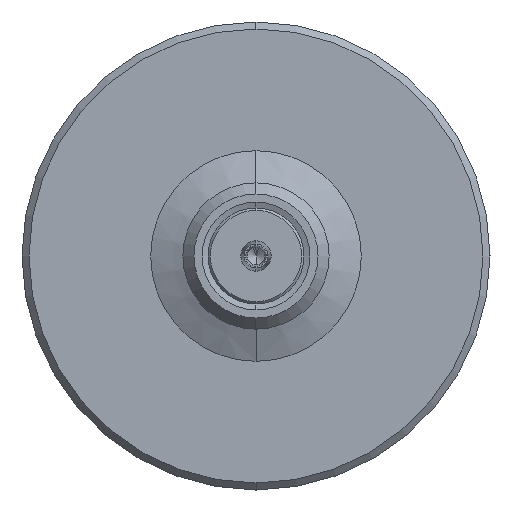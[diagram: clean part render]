
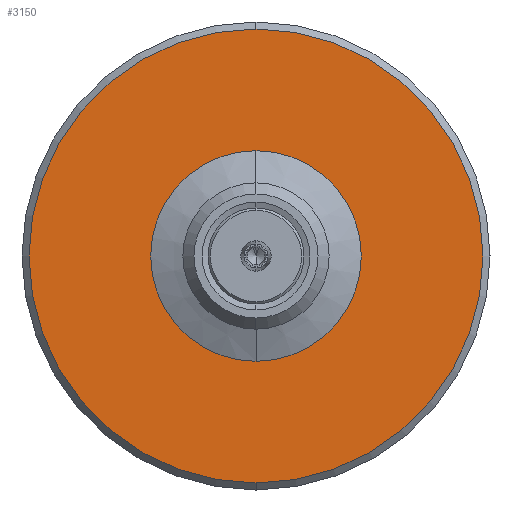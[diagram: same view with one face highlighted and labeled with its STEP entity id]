
A CAD part, left-side view. The second image highlights one B-rep face of the part: STEP entity #3150.
In plain terms, the highlighted planar face has unit normal (-1, 0, 0).
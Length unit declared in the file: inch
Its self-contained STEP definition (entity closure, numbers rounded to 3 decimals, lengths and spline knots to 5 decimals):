
#467 = DIRECTION ( 'NONE',  ( 0., 0., -1. ) ) ;
#469 = DIRECTION ( 'NONE',  ( 1., 0., 0. ) ) ;
#471 = CARTESIAN_POINT ( 'NONE',  ( 0.37795, 0., 0. ) ) ;
#480 = DIRECTION ( 'NONE',  ( 0., 0., -1. ) ) ;
#481 = DIRECTION ( 'NONE',  ( 1., 0., 0. ) ) ;
#482 = CARTESIAN_POINT ( 'NONE',  ( 0.37795, 0., 0. ) ) ;
#813 = CARTESIAN_POINT ( 'NONE',  ( 0.37795, 0., 0. ) ) ;
#814 = DIRECTION ( 'NONE',  ( 1., 0., 0. ) ) ;
#815 = DIRECTION ( 'NONE',  ( 0., 0., -1. ) ) ;
#818 = CARTESIAN_POINT ( 'NONE',  ( 0.37795, 0., 0. ) ) ;
#820 = DIRECTION ( 'NONE',  ( 1., 0., 0. ) ) ;
#821 = DIRECTION ( 'NONE',  ( 0., 0., -1. ) ) ;
#1071 = DIRECTION ( 'NONE',  ( -1., 0., 0. ) ) ;
#1073 = CARTESIAN_POINT ( 'NONE',  ( 0.37795, 0., 0. ) ) ;
#1125 = DIRECTION ( 'NONE',  ( 0., 0., 1. ) ) ;
#1127 = PLANE ( 'NONE',  #4862 ) ;
#1507 = ORIENTED_EDGE ( 'NONE', *, *, #3393, .T. ) ;
#1525 = ORIENTED_EDGE ( 'NONE', *, *, #3249, .T. ) ;
#1532 = VERTEX_POINT ( 'NONE', #2163 ) ;
#1558 = ORIENTED_EDGE ( 'NONE', *, *, #3392, .F. ) ;
#1561 = ORIENTED_EDGE ( 'NONE', *, *, #3251, .F. ) ;
#1794 = VERTEX_POINT ( 'NONE', #2097 ) ;
#1804 = VERTEX_POINT ( 'NONE', #2178 ) ;
#1812 = VERTEX_POINT ( 'NONE', #2189 ) ;
#2097 = CARTESIAN_POINT ( 'NONE',  ( 0.37795, 0., 0.38189 ) ) ;
#2163 = CARTESIAN_POINT ( 'NONE',  ( 0.37795, 0., -0.17717 ) ) ;
#2178 = CARTESIAN_POINT ( 'NONE',  ( 0.37795, 0., -0.38189 ) ) ;
#2189 = CARTESIAN_POINT ( 'NONE',  ( 0.37795, 0., 0.17717 ) ) ;
#2699 = EDGE_LOOP ( 'NONE', ( #1561, #1558 ) ) ;
#2835 = EDGE_LOOP ( 'NONE', ( #1525, #1507 ) ) ;
#3150 = ADVANCED_FACE ( 'NONE', ( #4757, #4758 ), #1127, .T. ) ;
#3249 = EDGE_CURVE ( 'NONE', #1532, #1812, #5093, .T. ) ;
#3251 = EDGE_CURVE ( 'NONE', #1804, #1794, #5095, .T. ) ;
#3392 = EDGE_CURVE ( 'NONE', #1794, #1804, #5295, .T. ) ;
#3393 = EDGE_CURVE ( 'NONE', #1812, #1532, #5296, .T. ) ;
#4757 = FACE_BOUND ( 'NONE', #2835, .T. ) ;
#4758 = FACE_OUTER_BOUND ( 'NONE', #2699, .T. ) ;
#4862 = AXIS2_PLACEMENT_3D ( 'NONE', #1073, #1071, #1125 ) ;
#4906 = AXIS2_PLACEMENT_3D ( 'NONE', #482, #481, #480 ) ;
#4907 = AXIS2_PLACEMENT_3D ( 'NONE', #471, #469, #467 ) ;
#4990 = AXIS2_PLACEMENT_3D ( 'NONE', #813, #814, #815 ) ;
#4991 = AXIS2_PLACEMENT_3D ( 'NONE', #818, #820, #821 ) ;
#5093 = CIRCLE ( 'NONE', #4906, 0.17717 ) ;
#5095 = CIRCLE ( 'NONE', #4907, 0.38189 ) ;
#5295 = CIRCLE ( 'NONE', #4990, 0.38189 ) ;
#5296 = CIRCLE ( 'NONE', #4991, 0.17717 ) ;
